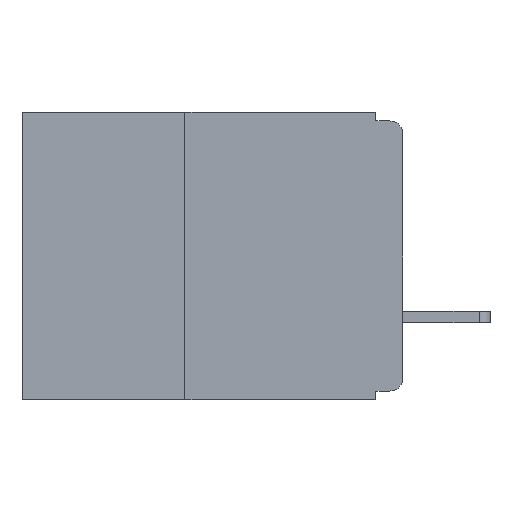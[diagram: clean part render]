
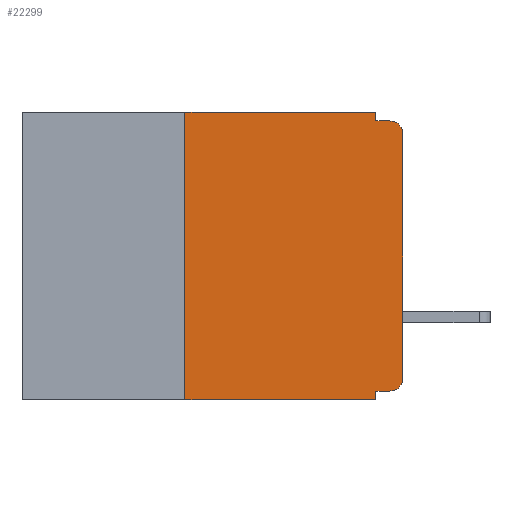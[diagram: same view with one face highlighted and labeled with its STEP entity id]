
A CAD part, left-side view. The second image highlights one B-rep face of the part: STEP entity #22299.
In plain terms, the highlighted planar face has unit normal (-1, 0, 0).
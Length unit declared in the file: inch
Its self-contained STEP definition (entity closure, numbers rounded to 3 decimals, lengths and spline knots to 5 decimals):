
#1479 = CARTESIAN_POINT ( 'NONE',  ( 0., 0.031, -0.33 ) ) ;
#1720 = ORIENTED_EDGE ( 'NONE', *, *, #4109, .T. ) ;
#2289 = CARTESIAN_POINT ( 'NONE',  ( 0., 0.031, -0.33 ) ) ;
#2334 = CIRCLE ( 'NONE', #7469, 0.015 ) ;
#2441 = ORIENTED_EDGE ( 'NONE', *, *, #4083, .T. ) ;
#2661 = EDGE_CURVE ( 'NONE', #12810, #9010, #5904, .T. ) ;
#2983 = AXIS2_PLACEMENT_3D ( 'NONE', #11306, #11249, #11241 ) ;
#3393 = EDGE_CURVE ( 'NONE', #9443, #12810, #10730, .T. ) ;
#4083 = EDGE_CURVE ( 'NONE', #21219, #15938, #19956, .T. ) ;
#4109 = EDGE_CURVE ( 'NONE', #14185, #4215, #2334, .T. ) ;
#4215 = VERTEX_POINT ( 'NONE', #9587 ) ;
#4752 = AXIS2_PLACEMENT_3D ( 'NONE', #8182, #23619, #10402 ) ;
#4810 = CARTESIAN_POINT ( 'NONE',  ( 0., 0.031, 0. ) ) ;
#4851 = DIRECTION ( 'NONE',  ( 0., 0., -1. ) ) ;
#5279 = EDGE_CURVE ( 'NONE', #15938, #14185, #12364, .T. ) ;
#5286 = VERTEX_POINT ( 'NONE', #13249 ) ;
#5671 = CARTESIAN_POINT ( 'NONE',  ( 0., 0.031, -0.01 ) ) ;
#5749 = ORIENTED_EDGE ( 'NONE', *, *, #5279, .T. ) ;
#5904 = LINE ( 'NONE', #4810, #23544 ) ;
#6079 = EDGE_CURVE ( 'NONE', #21219, #5286, #9571, .T. ) ;
#7469 = AXIS2_PLACEMENT_3D ( 'NONE', #11009, #10955, #10922 ) ;
#8129 = CARTESIAN_POINT ( 'NONE',  ( 0., 0.015, -0.32 ) ) ;
#8182 = CARTESIAN_POINT ( 'NONE',  ( 0., 0.437, 0. ) ) ;
#8208 = VECTOR ( 'NONE', #23622, 39.37008 ) ;
#9010 = VERTEX_POINT ( 'NONE', #5671 ) ;
#9443 = VERTEX_POINT ( 'NONE', #27044 ) ;
#9571 = LINE ( 'NONE', #22210, #13395 ) ;
#9587 = CARTESIAN_POINT ( 'NONE',  ( 0., 0.015, -0.01 ) ) ;
#9750 = EDGE_CURVE ( 'NONE', #5286, #13040, #19908, .T. ) ;
#9938 = CARTESIAN_POINT ( 'NONE',  ( 0., 0.25, -0.33 ) ) ;
#10200 = DIRECTION ( 'NONE',  ( 0., -1., 0. ) ) ;
#10402 = DIRECTION ( 'NONE',  ( 0., 0., -1. ) ) ;
#10520 = VECTOR ( 'NONE', #21297, 39.37008 ) ;
#10730 = LINE ( 'NONE', #20753, #21040 ) ;
#10922 = DIRECTION ( 'NONE',  ( 0., 0., -1. ) ) ;
#10955 = DIRECTION ( 'NONE',  ( -1., 0., 0. ) ) ;
#11009 = CARTESIAN_POINT ( 'NONE',  ( 0., 0.015, -0.025 ) ) ;
#11241 = DIRECTION ( 'NONE',  ( 0., 0., -1. ) ) ;
#11249 = DIRECTION ( 'NONE',  ( -1., 0., 0. ) ) ;
#11306 = CARTESIAN_POINT ( 'NONE',  ( 0., 0.015, -0.305 ) ) ;
#12364 = LINE ( 'NONE', #13601, #23381 ) ;
#12810 = VERTEX_POINT ( 'NONE', #16856 ) ;
#13040 = VERTEX_POINT ( 'NONE', #2289 ) ;
#13249 = CARTESIAN_POINT ( 'NONE',  ( 0., 0.031, -0.32 ) ) ;
#13345 = DIRECTION ( 'NONE',  ( 0., 0., 1. ) ) ;
#13395 = VECTOR ( 'NONE', #22034, 39.37008 ) ;
#13564 = ORIENTED_EDGE ( 'NONE', *, *, #2661, .F. ) ;
#13601 = CARTESIAN_POINT ( 'NONE',  ( 0., 0., 0. ) ) ;
#14185 = VERTEX_POINT ( 'NONE', #15195 ) ;
#14722 = LINE ( 'NONE', #18851, #25782 ) ;
#15195 = CARTESIAN_POINT ( 'NONE',  ( 0., 0., -0.025 ) ) ;
#15327 = FACE_OUTER_BOUND ( 'NONE', #23501, .T. ) ;
#15938 = VERTEX_POINT ( 'NONE', #17417 ) ;
#16421 = LINE ( 'NONE', #23452, #10520 ) ;
#16505 = VECTOR ( 'NONE', #25398, 39.37008 ) ;
#16856 = CARTESIAN_POINT ( 'NONE',  ( 0., 0.031, 0. ) ) ;
#16870 = ORIENTED_EDGE ( 'NONE', *, *, #19818, .F. ) ;
#17417 = CARTESIAN_POINT ( 'NONE',  ( 0., 0., -0.305 ) ) ;
#18404 = ORIENTED_EDGE ( 'NONE', *, *, #20519, .F. ) ;
#18851 = CARTESIAN_POINT ( 'NONE',  ( 0., 0., -0.01 ) ) ;
#19152 = PLANE ( 'NONE',  #4752 ) ;
#19533 = ORIENTED_EDGE ( 'NONE', *, *, #28417, .T. ) ;
#19818 = EDGE_CURVE ( 'NONE', #20431, #9443, #22345, .T. ) ;
#19908 = LINE ( 'NONE', #1479, #8208 ) ;
#19956 = CIRCLE ( 'NONE', #2983, 0.015 ) ;
#20431 = VERTEX_POINT ( 'NONE', #22934 ) ;
#20519 = EDGE_CURVE ( 'NONE', #9010, #4215, #14722, .T. ) ;
#20620 = DIRECTION ( 'NONE',  ( 0., -1., 0. ) ) ;
#20753 = CARTESIAN_POINT ( 'NONE',  ( 0., 0.437, 0. ) ) ;
#21040 = VECTOR ( 'NONE', #20620, 39.37008 ) ;
#21219 = VERTEX_POINT ( 'NONE', #8129 ) ;
#21297 = DIRECTION ( 'NONE',  ( 0., -1., 0. ) ) ;
#22034 = DIRECTION ( 'NONE',  ( 0., 1., 0. ) ) ;
#22210 = CARTESIAN_POINT ( 'NONE',  ( 0., 0., -0.32 ) ) ;
#22299 = ADVANCED_FACE ( 'NONE', ( #15327 ), #19152, .F. ) ;
#22345 = LINE ( 'NONE', #9938, #16505 ) ;
#22788 = ORIENTED_EDGE ( 'NONE', *, *, #6079, .F. ) ;
#22934 = CARTESIAN_POINT ( 'NONE',  ( 0., 0.25, -0.33 ) ) ;
#23381 = VECTOR ( 'NONE', #13345, 39.37008 ) ;
#23452 = CARTESIAN_POINT ( 'NONE',  ( 0., 0.437, -0.33 ) ) ;
#23501 = EDGE_LOOP ( 'NONE', ( #5749, #1720, #18404, #13564, #28173, #16870, #19533, #28553, #22788, #2441 ) ) ;
#23544 = VECTOR ( 'NONE', #4851, 39.37008 ) ;
#23619 = DIRECTION ( 'NONE',  ( 1., 0., 0. ) ) ;
#23622 = DIRECTION ( 'NONE',  ( 0., 0., -1. ) ) ;
#25398 = DIRECTION ( 'NONE',  ( 0., 0., 1. ) ) ;
#25782 = VECTOR ( 'NONE', #10200, 39.37008 ) ;
#27044 = CARTESIAN_POINT ( 'NONE',  ( 0., 0.25, 0. ) ) ;
#28173 = ORIENTED_EDGE ( 'NONE', *, *, #3393, .F. ) ;
#28417 = EDGE_CURVE ( 'NONE', #20431, #13040, #16421, .T. ) ;
#28553 = ORIENTED_EDGE ( 'NONE', *, *, #9750, .F. ) ;
